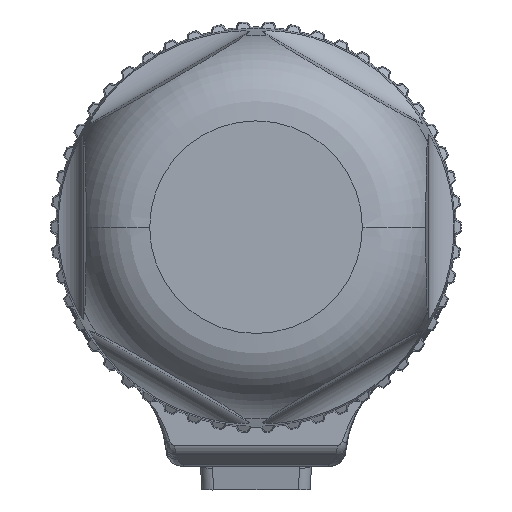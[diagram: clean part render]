
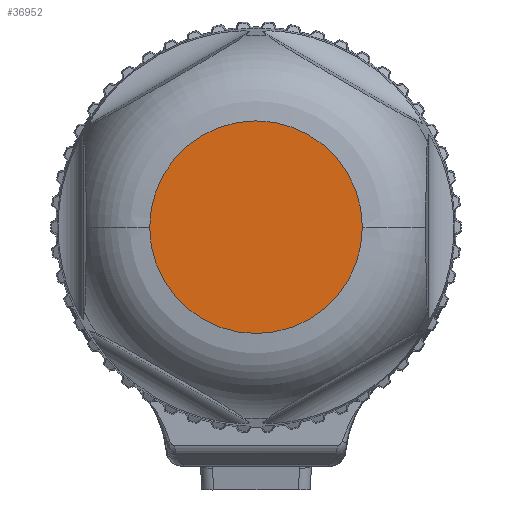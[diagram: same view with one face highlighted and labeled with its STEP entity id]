
A CAD part, left-side view. The second image highlights one B-rep face of the part: STEP entity #36952.
In plain terms, the highlighted planar face has unit normal (-1, 0, 0).
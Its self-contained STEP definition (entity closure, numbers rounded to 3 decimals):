
#9428=CARTESIAN_POINT('',(-12.557,3.472,
-6.017));
#9619=CARTESIAN_POINT('',(-12.557,9.702,
-6.017));
#9620=DIRECTION('',(1.,0.,0.));
#9621=DIRECTION('',(0.,-1.,0.));
#9622=AXIS2_PLACEMENT_3D('',#9619,#9620,#9621);
#9624=CARTESIAN_POINT('',(-12.557,9.702,
-6.017));
#9625=DIRECTION('',(1.,0.,0.));
#9626=DIRECTION('',(0.,1.,-0.005));
#9627=AXIS2_PLACEMENT_3D('',#9624,#9625,#9626);
#9629=CARTESIAN_POINT('',(-12.557,9.702,
-6.017));
#9630=DIRECTION('',(1.,0.,0.));
#9631=DIRECTION('',(0.,1.,0.));
#9632=AXIS2_PLACEMENT_3D('',#9629,#9630,#9631);
#9634=CARTESIAN_POINT('',(-12.557,9.702,
-6.017));
#9635=DIRECTION('',(1.,0.,0.));
#9636=DIRECTION('',(0.,-1.,0.005));
#9637=AXIS2_PLACEMENT_3D('',#9634,#9635,#9636);
#23092=CARTESIAN_POINT('',(-12.557,15.932,
-6.048));
#23093=CARTESIAN_POINT('',(-12.557,15.933,
-6.017));
#23094=VERTEX_POINT('',#23092);
#23095=VERTEX_POINT('',#23093);
#23099=VERTEX_POINT('',#9428);
#23100=CARTESIAN_POINT('',(-12.557,3.472,
-5.987));
#23101=VERTEX_POINT('',#23100);
#36941=CARTESIAN_POINT('',(-12.557,9.702,
-6.017));
#36942=DIRECTION('',(1.,0.,0.));
#36943=DIRECTION('',(0.,1.,0.));
#36944=AXIS2_PLACEMENT_3D('',#36941,#36942,#36943);
#36945=PLANE('',#36944);
#36946=ORIENTED_EDGE('',*,*,#36785,.T.);
#36947=ORIENTED_EDGE('',*,*,#36783,.T.);
#36948=ORIENTED_EDGE('',*,*,#36889,.T.);
#36949=ORIENTED_EDGE('',*,*,#36887,.T.);
#36950=EDGE_LOOP('',(#36946,#36947,#36948,#36949));
#36951=FACE_OUTER_BOUND('',#36950,.F.);
#36952=ADVANCED_FACE('',(#36951),#36945,.F.);
#9623=CIRCLE('',#9622,6.23);
#9628=CIRCLE('',#9627,6.23);
#9633=CIRCLE('',#9632,6.23);
#9638=CIRCLE('',#9637,6.23);
#36783=EDGE_CURVE('',#23094,#23095,#9628,.T.);
#36785=EDGE_CURVE('',#23099,#23094,#9623,.T.);
#36887=EDGE_CURVE('',#23101,#23099,#9638,.T.);
#36889=EDGE_CURVE('',#23095,#23101,#9633,.T.);
